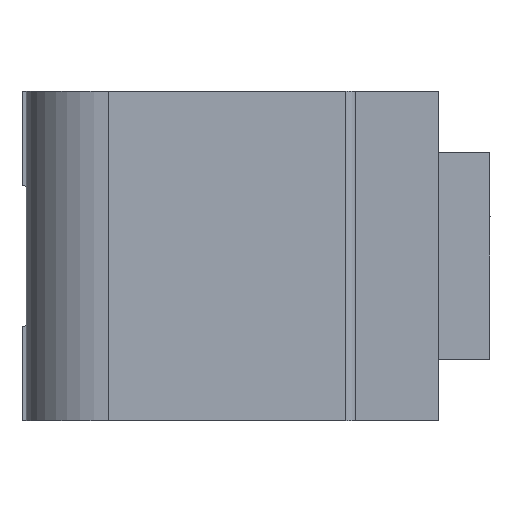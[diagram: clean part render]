
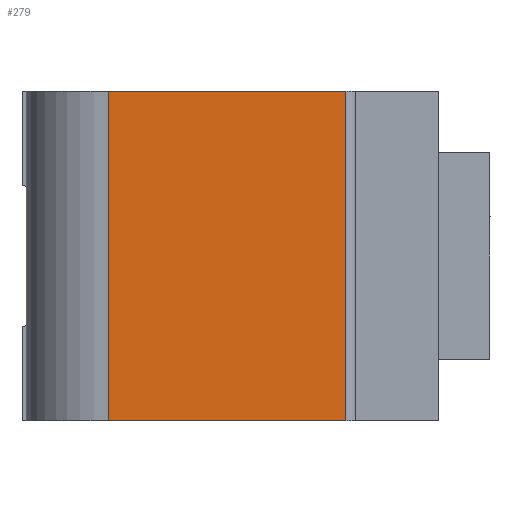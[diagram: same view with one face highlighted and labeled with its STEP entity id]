
A CAD part, left-side view. The second image highlights one B-rep face of the part: STEP entity #279.
In plain terms, the highlighted planar face has unit normal (-1, 0, 0).
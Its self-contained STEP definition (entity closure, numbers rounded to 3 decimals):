
#279 = ADVANCED_FACE( '', ( #610 ), #611, .F. );
#610 = FACE_OUTER_BOUND( '', #979, .T. );
#611 = PLANE( '', #980 );
#979 = EDGE_LOOP( '', ( #1756, #1757, #1758, #1759 ) );
#980 = AXIS2_PLACEMENT_3D( '', #1760, #1761, #1762 );
#1756 = ORIENTED_EDGE( '', *, *, #2520, .T. );
#1757 = ORIENTED_EDGE( '', *, *, #2397, .F. );
#1758 = ORIENTED_EDGE( '', *, *, #2521, .F. );
#1759 = ORIENTED_EDGE( '', *, *, #2513, .T. );
#1760 = CARTESIAN_POINT( '', ( -20., 16., 8. ) );
#1761 = DIRECTION( '', ( 1., 0., 0. ) );
#1762 = DIRECTION( '', ( 0., 0., -1. ) );
#2397 = EDGE_CURVE( '', #2973, #2968, #2975, .T. );
#2513 = EDGE_CURVE( '', #3139, #3137, #3140, .T. );
#2520 = EDGE_CURVE( '', #3137, #2968, #3149, .T. );
#2521 = EDGE_CURVE( '', #3139, #2973, #3150, .T. );
#2968 = VERTEX_POINT( '', #3857 );
#2973 = VERTEX_POINT( '', #3863 );
#2975 = LINE( '', #3865, #3866 );
#3137 = VERTEX_POINT( '', #4147 );
#3139 = VERTEX_POINT( '', #4149 );
#3140 = LINE( '', #4150, #4151 );
#3149 = LINE( '', #4163, #4164 );
#3150 = LINE( '', #4165, #4166 );
#3857 = CARTESIAN_POINT( '', ( -20., 4.5, -8. ) );
#3863 = CARTESIAN_POINT( '', ( -20., 4.5, 8. ) );
#3865 = CARTESIAN_POINT( '', ( -20., 4.5, 8. ) );
#3866 = VECTOR( '', #4604, 1000. );
#4147 = CARTESIAN_POINT( '', ( -20., 16., -8. ) );
#4149 = CARTESIAN_POINT( '', ( -20., 16., 8. ) );
#4150 = CARTESIAN_POINT( '', ( -20., 16., 8. ) );
#4151 = VECTOR( '', #4728, 1000. );
#4163 = CARTESIAN_POINT( '', ( -20., 16., -8. ) );
#4164 = VECTOR( '', #4735, 1000. );
#4165 = CARTESIAN_POINT( '', ( -20., 16., 8. ) );
#4166 = VECTOR( '', #4736, 1000. );
#4604 = DIRECTION( '', ( 0., 0., -1. ) );
#4728 = DIRECTION( '', ( 0., 0., -1. ) );
#4735 = DIRECTION( '', ( 0., -1., 0. ) );
#4736 = DIRECTION( '', ( 0., -1., 0. ) );
